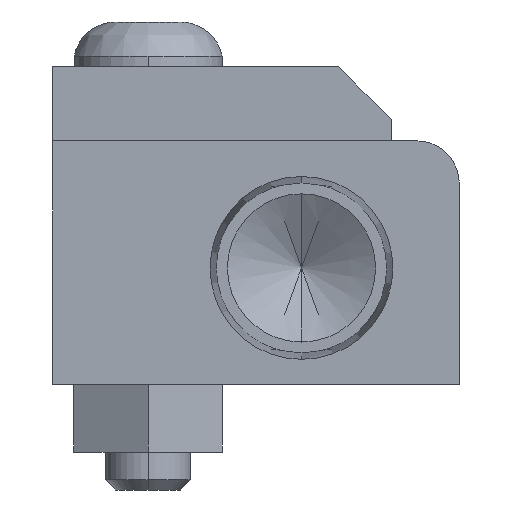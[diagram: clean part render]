
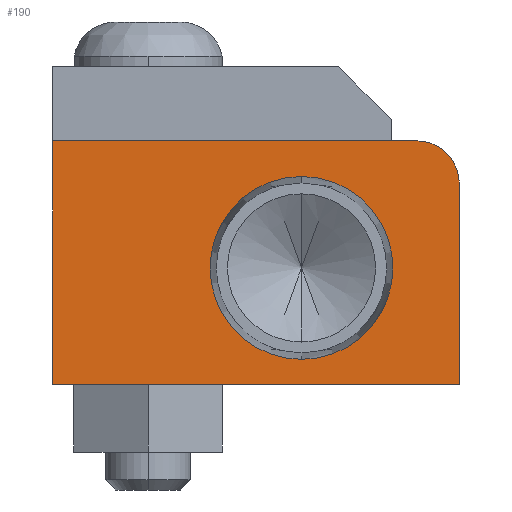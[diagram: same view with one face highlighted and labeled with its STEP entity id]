
A CAD part, left-side view. The second image highlights one B-rep face of the part: STEP entity #190.
In plain terms, the highlighted planar face has unit normal (-1, 0, 0).
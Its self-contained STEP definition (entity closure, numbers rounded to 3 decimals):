
#190=ADVANCED_FACE('',(#409,#410),#411,.F.);
#409=FACE_OUTER_BOUND('',#880,.T.);
#410=FACE_BOUND('',#881,.T.);
#411=PLANE('',#882);
#880=EDGE_LOOP('',(#1848,#1849,#1850,#1851,#1852,#1853));
#881=EDGE_LOOP('',(#1854,#1855));
#882=AXIS2_PLACEMENT_3D('',#1856,#1857,#1858);
#1848=ORIENTED_EDGE('',*,*,#2797,.F.);
#1849=ORIENTED_EDGE('',*,*,#2739,.F.);
#1850=ORIENTED_EDGE('',*,*,#2786,.F.);
#1851=ORIENTED_EDGE('',*,*,#2789,.F.);
#1852=ORIENTED_EDGE('',*,*,#2792,.F.);
#1853=ORIENTED_EDGE('',*,*,#2795,.F.);
#1854=ORIENTED_EDGE('',*,*,#2770,.T.);
#1855=ORIENTED_EDGE('',*,*,#2766,.T.);
#1856=CARTESIAN_POINT('',(-997.598,-122.329,1.39));
#1857=DIRECTION('',(1.0,0.0,0.0));
#1858=DIRECTION('',(0.0,1.0,0.0));
#2739=EDGE_CURVE('',#3139,#3142,#3143,.T.);
#2766=EDGE_CURVE('',#3194,#3191,#3195,.T.);
#2770=EDGE_CURVE('',#3191,#3194,#3200,.T.);
#2786=EDGE_CURVE('',#3216,#3139,#3218,.T.);
#2789=EDGE_CURVE('',#3221,#3216,#3223,.T.);
#2792=EDGE_CURVE('',#3226,#3221,#3228,.T.);
#2795=EDGE_CURVE('',#3231,#3226,#3233,.T.);
#2797=EDGE_CURVE('',#3142,#3231,#3235,.T.);
#3139=VERTEX_POINT('',#3776);
#3142=VERTEX_POINT('',#3780);
#3143=CIRCLE('',#3781,3.175);
#3191=VERTEX_POINT('',#3842);
#3194=VERTEX_POINT('',#3846);
#3195=CIRCLE('',#3847,6.858);
#3200=CIRCLE('',#3853,6.858);
#3216=VERTEX_POINT('',#3869);
#3218=CIRCLE('',#3872,3.175);
#3221=VERTEX_POINT('',#3876);
#3223=LINE('',#3879,#3880);
#3226=VERTEX_POINT('',#3884);
#3228=LINE('',#3887,#3888);
#3231=VERTEX_POINT('',#3892);
#3233=LINE('',#3895,#3896);
#3235=LINE('',#3899,#3900);
#3776=CARTESIAN_POINT('',(-997.598,-136.865,9.731));
#3780=CARTESIAN_POINT('',(-997.598,-137.795,7.486));
#3781=AXIS2_PLACEMENT_3D('',#4681,#4682,#4683);
#3842=CARTESIAN_POINT('',(-997.598,-125.968,7.987));
#3846=CARTESIAN_POINT('',(-997.598,-125.968,-5.729));
#3847=AXIS2_PLACEMENT_3D('',#4734,#4735,#4736);
#3853=AXIS2_PLACEMENT_3D('',#4744,#4745,#4746);
#3869=CARTESIAN_POINT('',(-997.598,-134.62,10.661));
#3872=AXIS2_PLACEMENT_3D('',#4790,#4791,#4792);
#3876=CARTESIAN_POINT('',(-997.598,-107.315,10.661));
#3879=CARTESIAN_POINT('',(-997.598,-107.315,10.661));
#3880=VECTOR('',#4795,27.305);
#3884=CARTESIAN_POINT('',(-997.598,-107.315,-7.602));
#3887=CARTESIAN_POINT('',(-997.598,-107.315,-7.602));
#3888=VECTOR('',#4798,18.263);
#3892=CARTESIAN_POINT('',(-997.598,-137.795,-7.602));
#3895=CARTESIAN_POINT('',(-997.598,-137.795,-7.602));
#3896=VECTOR('',#4801,30.48);
#3899=CARTESIAN_POINT('',(-997.598,-137.795,7.486));
#3900=VECTOR('',#4803,15.088);
#4681=CARTESIAN_POINT('',(-997.598,-134.62,7.486));
#4682=DIRECTION('',(1.0,0.,0.));
#4683=DIRECTION('',(0.,-0.707,0.707));
#4734=CARTESIAN_POINT('',(-997.598,-125.968,1.129));
#4735=DIRECTION('',(1.0,0.0,-0.0));
#4736=DIRECTION('',(0.0,0.0,1.0));
#4744=CARTESIAN_POINT('',(-997.598,-125.968,1.129));
#4745=DIRECTION('',(1.0,0.0,-0.0));
#4746=DIRECTION('',(0.0,0.0,1.0));
#4790=CARTESIAN_POINT('',(-997.598,-134.62,7.486));
#4791=DIRECTION('',(1.0,0.,0.));
#4792=DIRECTION('',(0.,-0.707,0.707));
#4795=DIRECTION('',(0.0,-1.0,0.0));
#4798=DIRECTION('',(0.0,0.0,1.0));
#4801=DIRECTION('',(0.0,1.0,0.0));
#4803=DIRECTION('',(0.0,0.0,-1.0));
